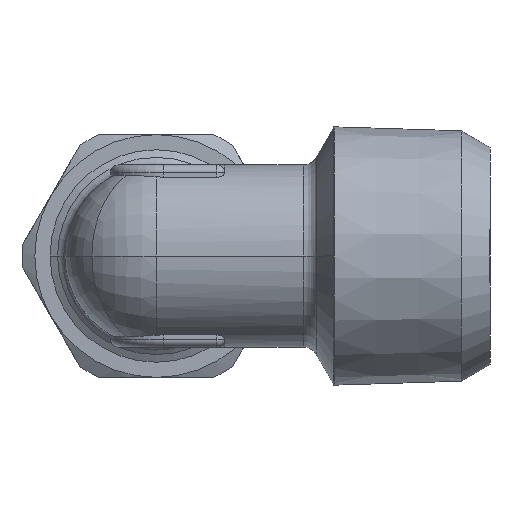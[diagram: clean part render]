
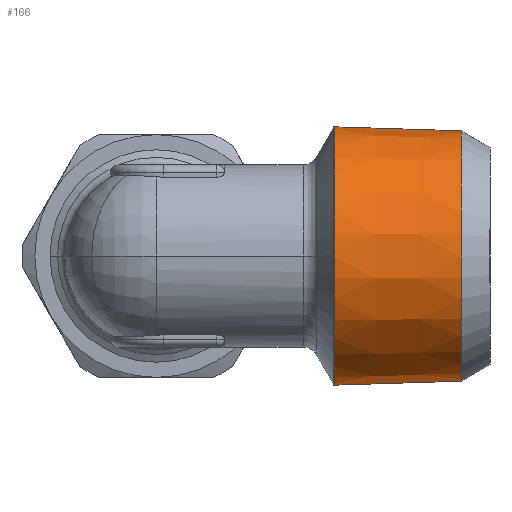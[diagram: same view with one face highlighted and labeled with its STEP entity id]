
A CAD part, left-side view. The second image highlights one B-rep face of the part: STEP entity #166.
In plain terms, the highlighted conical face has half-angle 1.788 degrees and reference radius 8.581 mm.
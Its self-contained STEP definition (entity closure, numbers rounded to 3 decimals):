
#166 = ADVANCED_FACE ( 'NONE', ( #1533 ), #1540, .T. ) ;
#307 = CARTESIAN_POINT ( 'NONE',  ( 0., -11.718, 0. ) ) ;
#308 = DIRECTION ( 'NONE',  ( 0., -1., 0. ) ) ;
#309 = DIRECTION ( 'NONE',  ( 0., 0., -1. ) ) ;
#381 = CARTESIAN_POINT ( 'NONE',  ( 0., -20.095, -8.25 ) ) ;
#388 = CARTESIAN_POINT ( 'NONE',  ( 0., -20.095, 8.25 ) ) ;
#401 = CARTESIAN_POINT ( 'NONE',  ( 0., -11.718, -8.511 ) ) ;
#403 = CARTESIAN_POINT ( 'NONE',  ( 0., -11.718, 8.511 ) ) ;
#419 = CARTESIAN_POINT ( 'NONE',  ( -8.511, -11.718, 0. ) ) ;
#486 = ORIENTED_EDGE ( 'NONE', *, *, #761, .T. ) ;
#487 = ORIENTED_EDGE ( 'NONE', *, *, #697, .T. ) ;
#488 = ORIENTED_EDGE ( 'NONE', *, *, #676, .T. ) ;
#489 = ORIENTED_EDGE ( 'NONE', *, *, #1177, .F. ) ;
#490 = ORIENTED_EDGE ( 'NONE', *, *, #673, .F. ) ;
#559 = EDGE_LOOP ( 'NONE', ( #490, #489, #488, #487, #486 ) ) ;
#673 = EDGE_CURVE ( 'NONE', #1068, #1078, #1590, .T. ) ;
#676 = EDGE_CURVE ( 'NONE', #1062, #1080, #1595, .T. ) ;
#697 = EDGE_CURVE ( 'NONE', #1080, #1096, #2870, .T. ) ;
#761 = EDGE_CURVE ( 'NONE', #1096, #1078, #2920, .T. ) ;
#1062 = VERTEX_POINT ( 'NONE', #388 ) ;
#1068 = VERTEX_POINT ( 'NONE', #381 ) ;
#1078 = VERTEX_POINT ( 'NONE', #401 ) ;
#1080 = VERTEX_POINT ( 'NONE', #403 ) ;
#1096 = VERTEX_POINT ( 'NONE', #419 ) ;
#1177 = EDGE_CURVE ( 'NONE', #1062, #1068, #3015, .T. ) ;
#1285 = AXIS2_PLACEMENT_3D ( 'NONE', #1706, #1707, #1705 ) ;
#1533 = FACE_OUTER_BOUND ( 'NONE', #559, .T. ) ;
#1540 = CONICAL_SURFACE ( 'NONE', #1285, 8.581, 0.031 ) ;
#1590 = LINE ( 'NONE', #1868, #1593 ) ;
#1593 = VECTOR ( 'NONE', #1866, 1000. ) ;
#1595 = LINE ( 'NONE', #1872, #1597 ) ;
#1597 = VECTOR ( 'NONE', #1873, 1000. ) ;
#1705 = DIRECTION ( 'NONE',  ( 0., 0., 1. ) ) ;
#1706 = CARTESIAN_POINT ( 'NONE',  ( 0., -9.5, 0. ) ) ;
#1707 = DIRECTION ( 'NONE',  ( 0., 1., 0. ) ) ;
#1866 = DIRECTION ( 'NONE',  ( 0., 1., -0.031 ) ) ;
#1868 = CARTESIAN_POINT ( 'NONE',  ( 0., -9.5, -8.581 ) ) ;
#1872 = CARTESIAN_POINT ( 'NONE',  ( 0., -9.5, 8.581 ) ) ;
#1873 = DIRECTION ( 'NONE',  ( 0., 1., 0.031 ) ) ;
#1935 = CARTESIAN_POINT ( 'NONE',  ( 0., -11.718, 0. ) ) ;
#1936 = DIRECTION ( 'NONE',  ( 0., -1., 0. ) ) ;
#1937 = DIRECTION ( 'NONE',  ( 0., 0., -1. ) ) ;
#2268 = CARTESIAN_POINT ( 'NONE',  ( 0., -20.095, 0. ) ) ;
#2269 = DIRECTION ( 'NONE',  ( 0., -1., 0. ) ) ;
#2270 = DIRECTION ( 'NONE',  ( 0., 0., -1. ) ) ;
#2870 = CIRCLE ( 'NONE', #3073, 8.511 ) ;
#2920 = CIRCLE ( 'NONE', #3098, 8.511 ) ;
#3015 = CIRCLE ( 'NONE', #3128, 8.25 ) ;
#3073 = AXIS2_PLACEMENT_3D ( 'NONE', #1935, #1936, #1937 ) ;
#3098 = AXIS2_PLACEMENT_3D ( 'NONE', #307, #308, #309 ) ;
#3128 = AXIS2_PLACEMENT_3D ( 'NONE', #2268, #2269, #2270 ) ;
